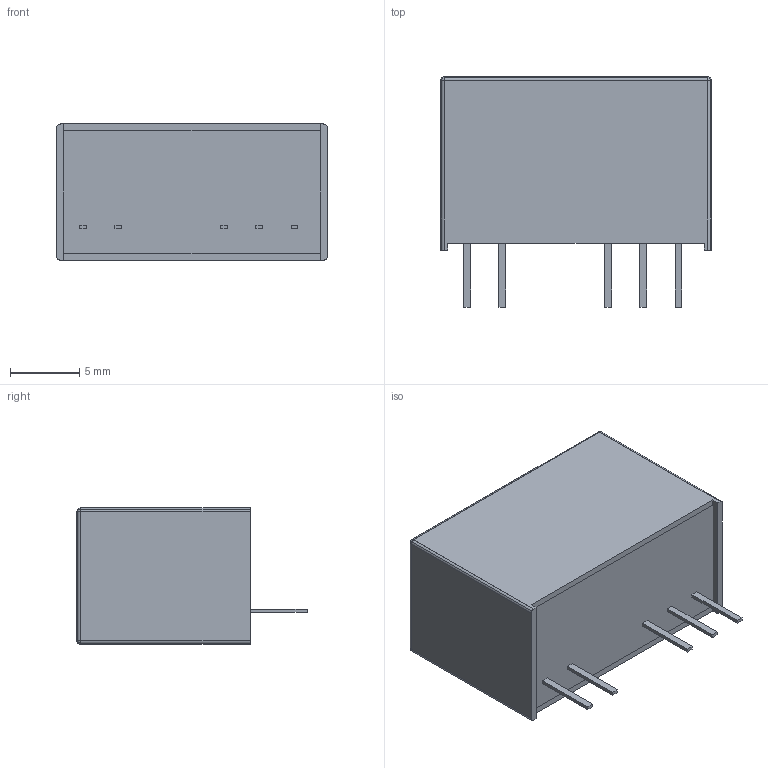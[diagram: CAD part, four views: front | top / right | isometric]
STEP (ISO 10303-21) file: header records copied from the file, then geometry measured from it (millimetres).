
FILE_DESCRIPTION(('FreeCAD Model'),'2;1');
FILE_NAME('R05P21503D_3D_20190826.STEP','2019-08-26T12:46:51',('Author'),( ''),'Open CASCADE STEP processor 7.3','FreeCAD','Unknown');
FILE_SCHEMA(('AUTOMOTIVE_DESIGN { 1 0 10303 214 1 1 1 1 }'));
Length unit declared in the file: millimetre
Products named in the file (7): R05P21503D_case; R05P21503D_pin7(+Vout); R05P21503D_pin5(-Vout); R05P21503D_pin6(Com); R05P21503D_pin1(+Vin); R05P21503D_potting; R05P21503D_pin2(-Vin)
Bounding box: 19.5 x 16.6 x 9.81 mm (x, y, z)
Volume: 2301.8 mm3; surface area: 2720.3 mm2
Topology: 7 solids, 7 shells, 77 faces, 167 edges, 104 vertices
Faces by surface type: plane 53, cylinder 16, sphere 8
Entity records: 2471 total; most frequent: DIRECTION 359, CARTESIAN_POINT 349, ORIENTED_EDGE 334, EDGE_CURVE 167, LINE 131, VECTOR 131, AXIS2_PLACEMENT_3D 114, VERTEX_POINT 104
